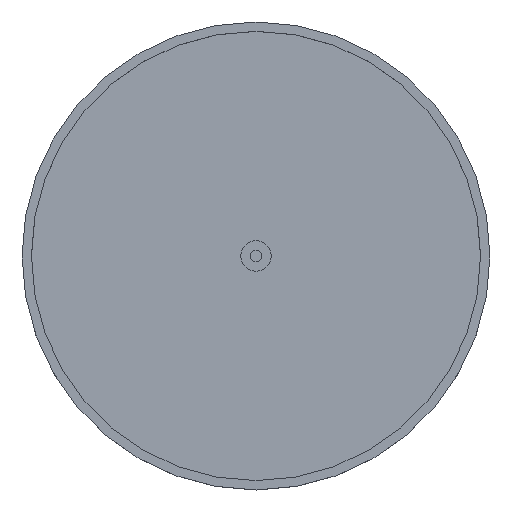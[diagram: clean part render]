
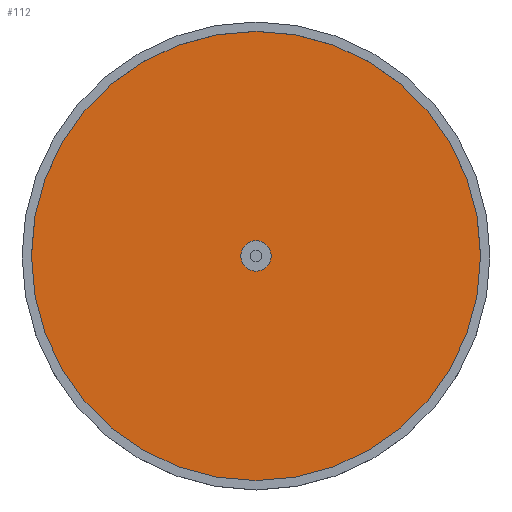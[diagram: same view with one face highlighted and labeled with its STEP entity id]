
A CAD part, top view. The second image highlights one B-rep face of the part: STEP entity #112.
In plain terms, the highlighted planar face has unit normal (0, 0, 1).
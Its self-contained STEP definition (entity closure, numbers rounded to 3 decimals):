
#15=FACE_BOUND('',#44,.T.);
#34=FACE_OUTER_BOUND('',#43,.T.);
#43=EDGE_LOOP('',(#89));
#44=EDGE_LOOP('',(#90));
#53=CIRCLE('',#136,3.25);
#55=CIRCLE('',#139,48.);
#61=VERTEX_POINT('',#196);
#63=VERTEX_POINT('',#202);
#69=EDGE_CURVE('',#61,#61,#53,.F.);
#72=EDGE_CURVE('',#63,#63,#55,.F.);
#89=ORIENTED_EDGE('',*,*,#72,.T.);
#90=ORIENTED_EDGE('',*,*,#69,.T.);
#105=PLANE('',#141);
#112=ADVANCED_FACE('',(#34,#15),#105,.T.);
#136=AXIS2_PLACEMENT_3D('',#197,#160,#161);
#139=AXIS2_PLACEMENT_3D('',#203,#167,#168);
#141=AXIS2_PLACEMENT_3D('',#207,#172,#173);
#160=DIRECTION('center_axis',(0.,0.,1.));
#161=DIRECTION('ref_axis',(1.,0.,0.));
#167=DIRECTION('center_axis',(0.,0.,-1.));
#168=DIRECTION('ref_axis',(1.,0.,0.));
#172=DIRECTION('center_axis',(0.,0.,1.));
#173=DIRECTION('ref_axis',(1.,0.,0.));
#196=CARTESIAN_POINT('',(-3.25,0.,2.));
#197=CARTESIAN_POINT('Origin',(0.,0.,2.));
#202=CARTESIAN_POINT('',(-48.,0.,2.));
#203=CARTESIAN_POINT('Origin',(0.,0.,2.));
#207=CARTESIAN_POINT('Origin',(0.,0.,2.));
